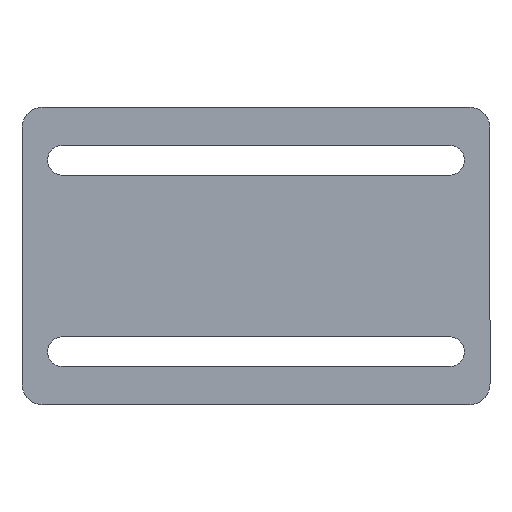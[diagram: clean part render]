
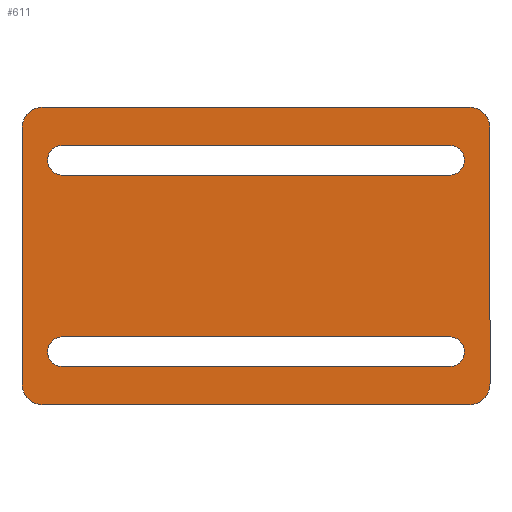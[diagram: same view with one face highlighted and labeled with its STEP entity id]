
A CAD part, top view. The second image highlights one B-rep face of the part: STEP entity #611.
In plain terms, the highlighted planar face has unit normal (0, 0, 1).
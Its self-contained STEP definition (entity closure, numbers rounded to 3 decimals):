
#49=CARTESIAN_POINT('',(-105.,-70.,2.5));
#50=VERTEX_POINT('',#49);
#51=CARTESIAN_POINT('',(-110.,-65.,2.5));
#52=VERTEX_POINT('',#51);
#53=CARTESIAN_POINT('',(-105.,-65.,2.5));
#54=DIRECTION('',(0.0,0.0,-1.));
#55=DIRECTION('',(-0.707,-0.707,0.0));
#56=AXIS2_PLACEMENT_3D('',#53,#54,#55);
#57=CIRCLE('',#56,5.);
#58=EDGE_CURVE('',#50,#52,#57,.T.);
#100=CARTESIAN_POINT('',(-5.,-70.0,2.5));
#101=VERTEX_POINT('',#100);
#108=CARTESIAN_POINT('',(-5.,-70.0,2.5));
#109=DIRECTION('',(-1.0,0.0,0.0));
#110=VECTOR('',#109,100.0);
#111=LINE('',#108,#110);
#112=EDGE_CURVE('',#101,#50,#111,.T.);
#253=CARTESIAN_POINT('',(-110.0,-5.,2.5));
#254=VERTEX_POINT('',#253);
#255=CARTESIAN_POINT('',(-105.0,0.,2.5));
#256=VERTEX_POINT('',#255);
#257=CARTESIAN_POINT('',(-105.0,-5.,2.5));
#258=DIRECTION('',(0.0,0.0,-1.));
#259=DIRECTION('',(-0.707,0.707,0.0));
#260=AXIS2_PLACEMENT_3D('',#257,#258,#259);
#261=CIRCLE('',#260,5.0);
#262=EDGE_CURVE('',#254,#256,#261,.T.);
#286=CARTESIAN_POINT('',(-5.,0.,2.5));
#287=VERTEX_POINT('',#286);
#288=CARTESIAN_POINT('',(-105.0,0.,2.5));
#289=DIRECTION('',(1.0,0.0,0.0));
#290=VECTOR('',#289,100.0);
#291=LINE('',#288,#290);
#292=EDGE_CURVE('',#256,#287,#291,.T.);
#309=CARTESIAN_POINT('',(0.,-5.0,2.5));
#310=VERTEX_POINT('',#309);
#311=CARTESIAN_POINT('',(-5.,-5.0,2.5));
#312=DIRECTION('',(0.0,0.0,-1.0));
#313=DIRECTION('',(0.707,0.707,0.0));
#314=AXIS2_PLACEMENT_3D('',#311,#312,#313);
#315=CIRCLE('',#314,5.0);
#316=EDGE_CURVE('',#287,#310,#315,.T.);
#334=CARTESIAN_POINT('',(0.,-65.0,2.5));
#335=VERTEX_POINT('',#334);
#336=CARTESIAN_POINT('',(-5.,-65.0,2.5));
#337=DIRECTION('',(0.0,0.0,-1.));
#338=DIRECTION('',(0.707,-0.707,0.0));
#339=AXIS2_PLACEMENT_3D('',#336,#337,#338);
#340=CIRCLE('',#339,5.);
#341=EDGE_CURVE('',#335,#101,#340,.T.);
#360=CARTESIAN_POINT('',(-9.5,-9.,2.5));
#361=VERTEX_POINT('',#360);
#368=CARTESIAN_POINT('',(-100.5,-9.,2.5));
#369=VERTEX_POINT('',#368);
#370=CARTESIAN_POINT('',(-100.5,-9.,2.5));
#371=DIRECTION('',(1.0,0.0,0.0));
#372=VECTOR('',#371,91.);
#373=LINE('',#370,#372);
#374=EDGE_CURVE('',#369,#361,#373,.T.);
#392=CARTESIAN_POINT('',(-100.5,-16.,2.5));
#393=VERTEX_POINT('',#392);
#394=CARTESIAN_POINT('',(-100.5,-12.5,2.5));
#395=DIRECTION('',(0.0,0.0,-1.0));
#396=DIRECTION('',(-1.0,0.0,0.0));
#397=AXIS2_PLACEMENT_3D('',#394,#395,#396);
#398=CIRCLE('',#397,3.5);
#399=EDGE_CURVE('',#393,#369,#398,.T.);
#417=CARTESIAN_POINT('',(-9.5,-16.,2.5));
#418=VERTEX_POINT('',#417);
#419=CARTESIAN_POINT('',(-9.5,-16.,2.5));
#420=DIRECTION('',(-1.0,0.0,0.0));
#421=VECTOR('',#420,91.);
#422=LINE('',#419,#421);
#423=EDGE_CURVE('',#418,#393,#422,.T.);
#441=CARTESIAN_POINT('',(-9.5,-12.5,2.5));
#442=DIRECTION('',(0.0,0.0,-1.0));
#443=DIRECTION('',(-1.0,0.0,0.0));
#444=AXIS2_PLACEMENT_3D('',#441,#442,#443);
#445=CIRCLE('',#444,3.5);
#446=EDGE_CURVE('',#361,#418,#445,.T.);
#458=CARTESIAN_POINT('',(-9.5,-54.,2.5));
#459=VERTEX_POINT('',#458);
#466=CARTESIAN_POINT('',(-100.5,-54.,2.5));
#467=VERTEX_POINT('',#466);
#468=CARTESIAN_POINT('',(-100.5,-54.,2.5));
#469=DIRECTION('',(1.0,0.0,0.0));
#470=VECTOR('',#469,91.0);
#471=LINE('',#468,#470);
#472=EDGE_CURVE('',#467,#459,#471,.T.);
#490=CARTESIAN_POINT('',(-100.5,-61.,2.5));
#491=VERTEX_POINT('',#490);
#492=CARTESIAN_POINT('',(-100.5,-57.5,2.5));
#493=DIRECTION('',(0.0,0.0,-1.0));
#494=DIRECTION('',(-1.0,0.0,0.0));
#495=AXIS2_PLACEMENT_3D('',#492,#493,#494);
#496=CIRCLE('',#495,3.5);
#497=EDGE_CURVE('',#491,#467,#496,.T.);
#515=CARTESIAN_POINT('',(-9.5,-61.,2.5));
#516=VERTEX_POINT('',#515);
#517=CARTESIAN_POINT('',(-9.5,-61.,2.5));
#518=DIRECTION('',(-1.0,0.0,0.0));
#519=VECTOR('',#518,91.0);
#520=LINE('',#517,#519);
#521=EDGE_CURVE('',#516,#491,#520,.T.);
#539=CARTESIAN_POINT('',(-9.5,-57.5,2.5));
#540=DIRECTION('',(0.0,0.0,-1.0));
#541=DIRECTION('',(-1.0,0.0,0.0));
#542=AXIS2_PLACEMENT_3D('',#539,#540,#541);
#543=CIRCLE('',#542,3.5);
#544=EDGE_CURVE('',#459,#516,#543,.T.);
#556=CARTESIAN_POINT('',(0.,-5.0,2.5));
#557=DIRECTION('',(0.0,-1.0,0.0));
#558=VECTOR('',#557,60.0);
#559=LINE('',#556,#558);
#560=EDGE_CURVE('',#310,#335,#559,.T.);
#573=CARTESIAN_POINT('',(-110.,-65.,2.5));
#574=DIRECTION('',(0.0,1.0,0.0));
#575=VECTOR('',#574,60.);
#576=LINE('',#573,#575);
#577=EDGE_CURVE('',#52,#254,#576,.T.);
#584=CARTESIAN_POINT('',(-55.,-35.,2.5));
#585=DIRECTION('',(0.0,0.0,1.0));
#586=DIRECTION('',(1.0,0.0,0.0));
#587=AXIS2_PLACEMENT_3D('',#584,#585,#586);
#588=PLANE('',#587);
#589=ORIENTED_EDGE('',*,*,#58,.F.);
#590=ORIENTED_EDGE('',*,*,#112,.F.);
#591=ORIENTED_EDGE('',*,*,#341,.F.);
#592=ORIENTED_EDGE('',*,*,#560,.F.);
#593=ORIENTED_EDGE('',*,*,#316,.F.);
#594=ORIENTED_EDGE('',*,*,#292,.F.);
#595=ORIENTED_EDGE('',*,*,#262,.F.);
#596=ORIENTED_EDGE('',*,*,#577,.F.);
#597=EDGE_LOOP('',(#589,#590,#591,#592,#593,#594,#595,#596));
#598=FACE_OUTER_BOUND('',#597,.T.);
#599=ORIENTED_EDGE('',*,*,#423,.T.);
#600=ORIENTED_EDGE('',*,*,#399,.T.);
#601=ORIENTED_EDGE('',*,*,#374,.T.);
#602=ORIENTED_EDGE('',*,*,#446,.T.);
#603=EDGE_LOOP('',(#599,#600,#601,#602));
#604=FACE_BOUND('',#603,.T.);
#605=ORIENTED_EDGE('',*,*,#521,.T.);
#606=ORIENTED_EDGE('',*,*,#497,.T.);
#607=ORIENTED_EDGE('',*,*,#472,.T.);
#608=ORIENTED_EDGE('',*,*,#544,.T.);
#609=EDGE_LOOP('',(#605,#606,#607,#608));
#610=FACE_BOUND('',#609,.T.);
#611=ADVANCED_FACE('',(#598,#604,#610),#588,.T.);
